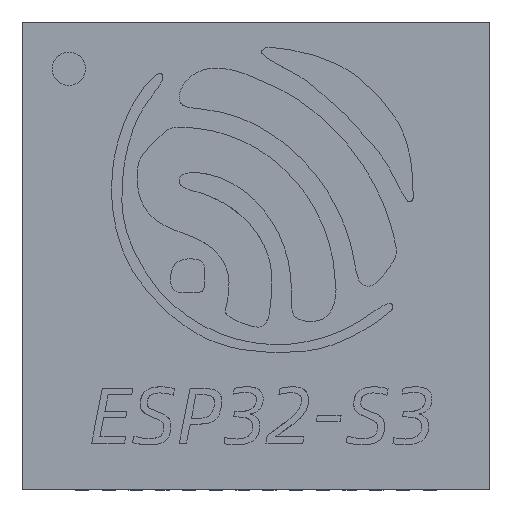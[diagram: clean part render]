
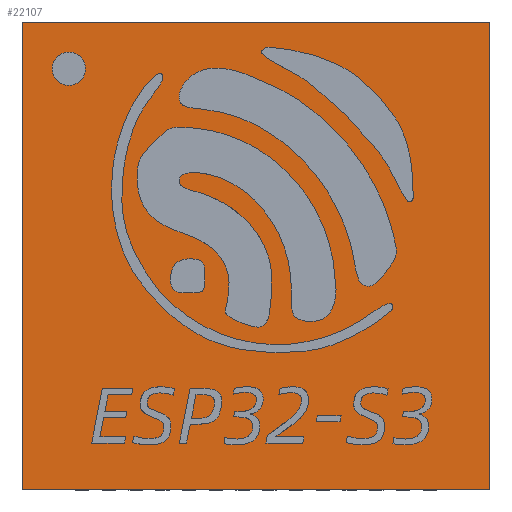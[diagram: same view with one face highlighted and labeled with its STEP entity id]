
A CAD part, top view. The second image highlights one B-rep face of the part: STEP entity #22107.
In plain terms, the highlighted planar face has unit normal (0, 0, 1).
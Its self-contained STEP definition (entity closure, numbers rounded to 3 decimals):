
#637 = VERTEX_POINT ( 'NONE', #21816 ) ;
#747 = LINE ( 'NONE', #21083, #19112 ) ;
#1942 = DIRECTION ( 'NONE',  ( 0., 1., 0. ) ) ;
#2368 = AXIS2_PLACEMENT_3D ( 'NONE', #8219, #16760, #21606 ) ;
#3468 = EDGE_CURVE ( 'NONE', #16174, #637, #747, .T. ) ;
#3520 = CARTESIAN_POINT ( 'NONE',  ( 3.49, 3.49, 0.92 ) ) ;
#3764 = LINE ( 'NONE', #8922, #5037 ) ;
#3901 = DIRECTION ( 'NONE',  ( -1., 0., 0. ) ) ;
#4959 = VERTEX_POINT ( 'NONE', #10307 ) ;
#5037 = VECTOR ( 'NONE', #15778, 1000. ) ;
#5047 = VERTEX_POINT ( 'NONE', #6941 ) ;
#5739 = CIRCLE ( 'NONE', #16148, 0.25 ) ;
#5815 = EDGE_CURVE ( 'NONE', #11371, #4959, #18908, .T. ) ;
#6315 = VERTEX_POINT ( 'NONE', #9404 ) ;
#6917 = ORIENTED_EDGE ( 'NONE', *, *, #10793, .T. ) ;
#6941 = CARTESIAN_POINT ( 'NONE',  ( -2.55, 2.8, 0.92 ) ) ;
#7010 = EDGE_CURVE ( 'NONE', #6315, #5047, #5739, .T. ) ;
#7570 = EDGE_CURVE ( 'NONE', #5047, #6315, #16508, .T. ) ;
#7749 = EDGE_LOOP ( 'NONE', ( #11647, #21842 ) ) ;
#8219 = CARTESIAN_POINT ( 'NONE',  ( -3.49, 3.49, 0.92 ) ) ;
#8734 = DIRECTION ( 'NONE',  ( 1., 0., 0. ) ) ;
#8922 = CARTESIAN_POINT ( 'NONE',  ( -3.49, 3.49, 0.92 ) ) ;
#9171 = FACE_OUTER_BOUND ( 'NONE', #13831, .T. ) ;
#9404 = CARTESIAN_POINT ( 'NONE',  ( -3.05, 2.8, 0.92 ) ) ;
#9991 = VECTOR ( 'NONE', #1942, 1000. ) ;
#10307 = CARTESIAN_POINT ( 'NONE',  ( 3.49, 3.49, 0.92 ) ) ;
#10630 = DIRECTION ( 'NONE',  ( 0., -1., 0. ) ) ;
#10793 = EDGE_CURVE ( 'NONE', #4959, #16174, #3764, .T. ) ;
#10971 = CARTESIAN_POINT ( 'NONE',  ( -3.49, 3.49, 0.92 ) ) ;
#11371 = VERTEX_POINT ( 'NONE', #18964 ) ;
#11647 = ORIENTED_EDGE ( 'NONE', *, *, #7010, .T. ) ;
#13048 = CARTESIAN_POINT ( 'NONE',  ( -2.8, 2.8, 0.92 ) ) ;
#13831 = EDGE_LOOP ( 'NONE', ( #16277, #15374, #6917, #17613 ) ) ;
#14831 = DIRECTION ( 'NONE',  ( 0., 0., -1. ) ) ;
#15374 = ORIENTED_EDGE ( 'NONE', *, *, #5815, .T. ) ;
#15478 = CARTESIAN_POINT ( 'NONE',  ( -2.8, 2.8, 0.92 ) ) ;
#15573 = FACE_BOUND ( 'NONE', #7749, .T. ) ;
#15778 = DIRECTION ( 'NONE',  ( -1., 0., 0. ) ) ;
#16019 = PLANE ( 'NONE',  #2368 ) ;
#16148 = AXIS2_PLACEMENT_3D ( 'NONE', #13048, #14831, #18315 ) ;
#16174 = VERTEX_POINT ( 'NONE', #10971 ) ;
#16277 = ORIENTED_EDGE ( 'NONE', *, *, #17179, .T. ) ;
#16508 = CIRCLE ( 'NONE', #21188, 0.25 ) ;
#16760 = DIRECTION ( 'NONE',  ( 0., 0., 1. ) ) ;
#17179 = EDGE_CURVE ( 'NONE', #637, #11371, #22222, .T. ) ;
#17613 = ORIENTED_EDGE ( 'NONE', *, *, #3468, .T. ) ;
#18315 = DIRECTION ( 'NONE',  ( -1., 0., 0. ) ) ;
#18421 = VECTOR ( 'NONE', #8734, 1000. ) ;
#18908 = LINE ( 'NONE', #3520, #9991 ) ;
#18964 = CARTESIAN_POINT ( 'NONE',  ( 3.49, -3.49, 0.92 ) ) ;
#19112 = VECTOR ( 'NONE', #10630, 1000. ) ;
#20647 = DIRECTION ( 'NONE',  ( 0., 0., -1. ) ) ;
#20863 = CARTESIAN_POINT ( 'NONE',  ( -3.49, -3.49, 0.92 ) ) ;
#21083 = CARTESIAN_POINT ( 'NONE',  ( -3.49, 3.49, 0.92 ) ) ;
#21188 = AXIS2_PLACEMENT_3D ( 'NONE', #15478, #20647, #3901 ) ;
#21606 = DIRECTION ( 'NONE',  ( 1., 0., 0. ) ) ;
#21816 = CARTESIAN_POINT ( 'NONE',  ( -3.49, -3.49, 0.92 ) ) ;
#21842 = ORIENTED_EDGE ( 'NONE', *, *, #7570, .T. ) ;
#22107 = ADVANCED_FACE ( 'NONE', ( #15573, #9171 ), #16019, .T. ) ;
#22222 = LINE ( 'NONE', #20863, #18421 ) ;
